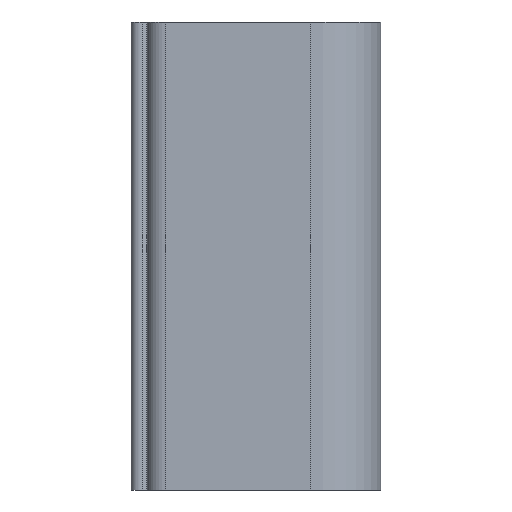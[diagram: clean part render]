
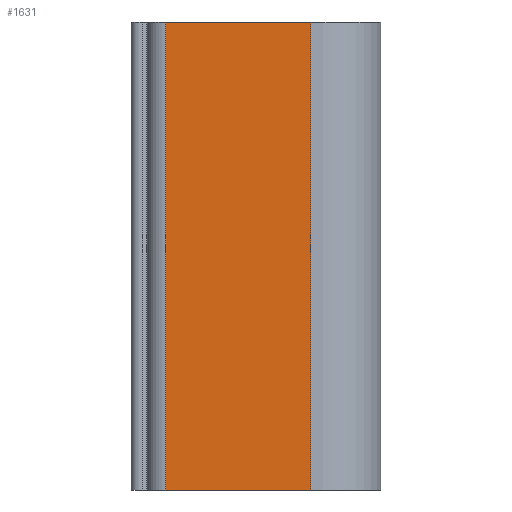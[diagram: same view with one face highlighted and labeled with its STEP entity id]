
A CAD part, front view. The second image highlights one B-rep face of the part: STEP entity #1631.
In plain terms, the highlighted planar face has unit normal (0, -1, 0).
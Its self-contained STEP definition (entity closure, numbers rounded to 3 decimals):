
#24 = LINE ( 'NONE', #680, #178 ) ;
#29 = ORIENTED_EDGE ( 'NONE', *, *, #697, .T. ) ;
#102 = EDGE_CURVE ( 'NONE', #607, #1212, #1211, .T. ) ;
#172 = LINE ( 'NONE', #191, #407 ) ;
#178 = VECTOR ( 'NONE', #651, 1000. ) ;
#191 = CARTESIAN_POINT ( 'NONE',  ( 1.2, 0., -30. ) ) ;
#255 = DIRECTION ( 'NONE',  ( 0., 0., -1. ) ) ;
#265 = VECTOR ( 'NONE', #1637, 1000. ) ;
#314 = CARTESIAN_POINT ( 'NONE',  ( 0., 0., -30. ) ) ;
#407 = VECTOR ( 'NONE', #586, 1000. ) ;
#505 = EDGE_CURVE ( 'NONE', #1212, #1547, #516, .T. ) ;
#516 = LINE ( 'NONE', #1066, #895 ) ;
#586 = DIRECTION ( 'NONE',  ( 0., 0., -1. ) ) ;
#607 = VERTEX_POINT ( 'NONE', #959 ) ;
#651 = DIRECTION ( 'NONE',  ( 1., 0., 0. ) ) ;
#680 = CARTESIAN_POINT ( 'NONE',  ( 0., 0., -30. ) ) ;
#697 = EDGE_CURVE ( 'NONE', #607, #1626, #172, .T. ) ;
#860 = DIRECTION ( 'NONE',  ( 0., -1., 0. ) ) ;
#895 = VECTOR ( 'NONE', #255, 1000. ) ;
#959 = CARTESIAN_POINT ( 'NONE',  ( 1.2, 0., 0. ) ) ;
#1007 = ORIENTED_EDGE ( 'NONE', *, *, #505, .F. ) ;
#1066 = CARTESIAN_POINT ( 'NONE',  ( 10.5, 0., -30. ) ) ;
#1137 = DIRECTION ( 'NONE',  ( 0., 0., -1. ) ) ;
#1172 = CARTESIAN_POINT ( 'NONE',  ( 1.2, 0., -30. ) ) ;
#1211 = LINE ( 'NONE', #1767, #265 ) ;
#1212 = VERTEX_POINT ( 'NONE', #1724 ) ;
#1322 = AXIS2_PLACEMENT_3D ( 'NONE', #314, #860, #1137 ) ;
#1385 = ORIENTED_EDGE ( 'NONE', *, *, #1433, .T. ) ;
#1428 = EDGE_LOOP ( 'NONE', ( #1385, #1007, #1516, #29 ) ) ;
#1433 = EDGE_CURVE ( 'NONE', #1626, #1547, #24, .T. ) ;
#1516 = ORIENTED_EDGE ( 'NONE', *, *, #102, .F. ) ;
#1543 = PLANE ( 'NONE',  #1322 ) ;
#1547 = VERTEX_POINT ( 'NONE', #1562 ) ;
#1562 = CARTESIAN_POINT ( 'NONE',  ( 10.5, 0., -30. ) ) ;
#1626 = VERTEX_POINT ( 'NONE', #1172 ) ;
#1631 = ADVANCED_FACE ( 'NONE', ( #1729 ), #1543, .T. ) ;
#1637 = DIRECTION ( 'NONE',  ( 1., 0., 0. ) ) ;
#1724 = CARTESIAN_POINT ( 'NONE',  ( 10.5, 0., 0. ) ) ;
#1729 = FACE_OUTER_BOUND ( 'NONE', #1428, .T. ) ;
#1767 = CARTESIAN_POINT ( 'NONE',  ( 0., 0., 0. ) ) ;
